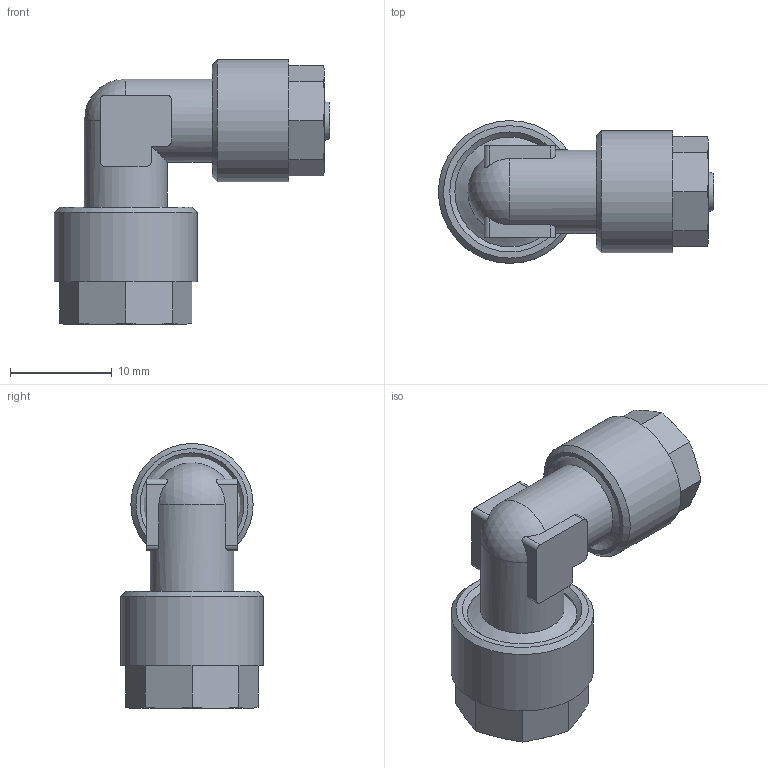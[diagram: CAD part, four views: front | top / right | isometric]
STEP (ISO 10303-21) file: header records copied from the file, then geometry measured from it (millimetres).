
FILE_DESCRIPTION(( 'MC.18.08.06.STP' ), '1');
FILE_NAME( 'MC.18.08.06.STP', '2018-10-01T16:55:54',( 'Sopra'),('sopra-pneumatic.com'), 'SwSTEP 2.0','SolidWorks 2009','' );
FILE_SCHEMA (('AUTOMOTIVE_DESIGN { 1 0 10303 214 1 1 1 1 }'));
Length unit declared in the file: millimetre
Products named in the file (4): Root; 17006; 17005; R11304
Assembly tree (3 placements, depth 2):
  Root
    17006
    17005
    R11304
Bounding box: 27 x 14 x 26 mm (x, y, z)
Volume: 3086.9 mm3; surface area: 3572.7 mm2
Topology: 3 solids, 3 shells, 100 faces, 246 edges, 158 vertices
Faces by surface type: plane 42, cone 31, cylinder 24, torus 2, sphere 1
Full cylindrical faces by diameter (mm): 3.2 x1, 4.5 x1, 5 x1, 6 x1, 6.5 x1, 8 x1, 8.2 x2, 8.773 x1, 10 x1, 10.773 x1, 12 x2, 14 x1
Entity records: 6639 total; most frequent: CARTESIAN_POINT 2405, DIRECTION 502, PRESENTATION_STYLE_ASSIGNMENT 397, COLOUR_RGB 395, DRAUGHTING_PRE_DEFINED_CURVE_FONT 394, CURVE_STYLE 394, OVER_RIDING_STYLED_ITEM 394, ORIENTED_EDGE 394
